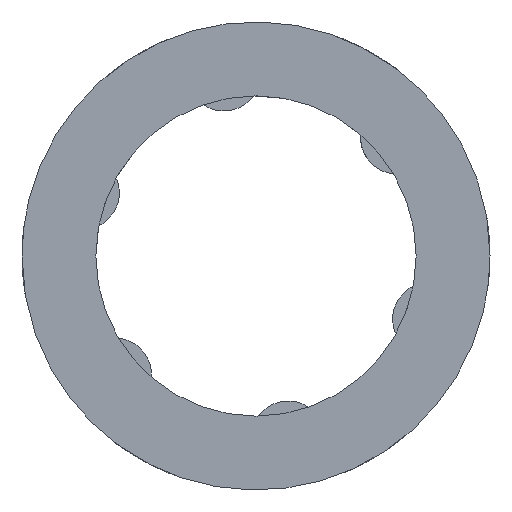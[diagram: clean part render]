
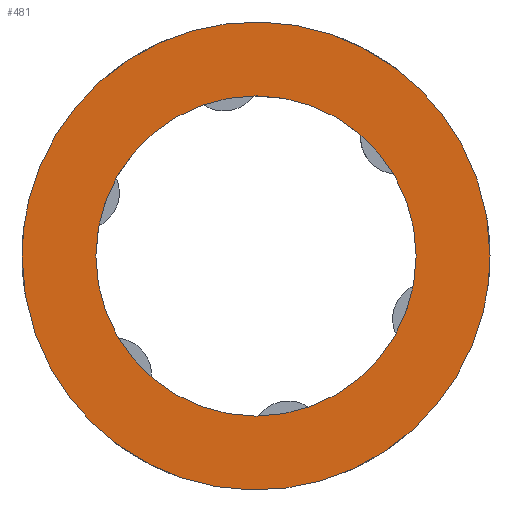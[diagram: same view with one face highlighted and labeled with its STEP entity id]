
A CAD part, front view. The second image highlights one B-rep face of the part: STEP entity #481.
In plain terms, the highlighted planar face has unit normal (0, -1, 0).
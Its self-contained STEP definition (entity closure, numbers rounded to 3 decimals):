
#98=AXIS2_PLACEMENT_3D('Circle Axis2P3D',#96,#97,$) ;
#225=AXIS2_PLACEMENT_3D('Circle Axis2P3D',#223,#224,$) ;
#415=AXIS2_PLACEMENT_3D('Plane Axis2P3D',#412,#413,#414) ;
#79=CARTESIAN_POINT('Vertex',(-6.5,-14.,0.)) ;
#93=CARTESIAN_POINT('Vertex',(6.5,-14.,0.)) ;
#96=CARTESIAN_POINT('Axis2P3D Location',(0.,-14.,0.)) ;
#223=CARTESIAN_POINT('Axis2P3D Location',(0.,-14.,0.)) ;
#412=CARTESIAN_POINT('Axis2P3D Location',(-8.,-14.,0.)) ;
#418=CARTESIAN_POINT('Control Point',(-9.5,-14.,0.)) ;
#419=CARTESIAN_POINT('Control Point',(-9.5,-14.,-0.906)) ;
#420=CARTESIAN_POINT('Control Point',(-9.392,-14.,-1.812)) ;
#421=CARTESIAN_POINT('Control Point',(-9.176,-14.,-2.701)) ;
#422=CARTESIAN_POINT('Control Point',(-8.536,-14.,-4.41)) ;
#423=CARTESIAN_POINT('Control Point',(-7.513,-14.,-5.92)) ;
#424=CARTESIAN_POINT('Control Point',(-6.913,-14.,-6.611)) ;
#425=CARTESIAN_POINT('Control Point',(-5.56,-14.,-7.836)) ;
#426=CARTESIAN_POINT('Control Point',(-3.957,-14.,-8.708)) ;
#427=CARTESIAN_POINT('Control Point',(-3.108,-14.,-9.046)) ;
#428=CARTESIAN_POINT('Control Point',(-1.344,-14.,-9.514)) ;
#429=CARTESIAN_POINT('Control Point',(0.481,-14.,-9.553)) ;
#430=CARTESIAN_POINT('Control Point',(1.391,-14.,-9.463)) ;
#431=CARTESIAN_POINT('Control Point',(3.173,-14.,-9.069)) ;
#432=CARTESIAN_POINT('Control Point',(4.812,-14.,-8.267)) ;
#433=CARTESIAN_POINT('Control Point',(5.579,-14.,-7.769)) ;
#434=CARTESIAN_POINT('Control Point',(6.981,-14.,-6.601)) ;
#435=CARTESIAN_POINT('Control Point',(8.069,-14.,-5.136)) ;
#436=CARTESIAN_POINT('Control Point',(8.523,-14.,-4.342)) ;
#437=CARTESIAN_POINT('Control Point',(9.086,-14.,-3.007)) ;
#438=CARTESIAN_POINT('Control Point',(9.388,-14.,-1.596)) ;
#439=CARTESIAN_POINT('Control Point',(9.463,-14.,-1.066)) ;
#440=CARTESIAN_POINT('Control Point',(9.5,-14.,-0.533)) ;
#441=CARTESIAN_POINT('Control Point',(9.5,-14.,0.)) ;
#442=CARTESIAN_POINT('Vertex',(-9.5,-14.,0.)) ;
#444=CARTESIAN_POINT('Vertex',(9.5,-14.,0.)) ;
#448=CARTESIAN_POINT('Control Point',(9.5,-14.,0.)) ;
#449=CARTESIAN_POINT('Control Point',(9.5,-14.,0.906)) ;
#450=CARTESIAN_POINT('Control Point',(9.392,-14.,1.812)) ;
#451=CARTESIAN_POINT('Control Point',(9.176,-14.,2.701)) ;
#452=CARTESIAN_POINT('Control Point',(8.536,-14.,4.41)) ;
#453=CARTESIAN_POINT('Control Point',(7.513,-14.,5.92)) ;
#454=CARTESIAN_POINT('Control Point',(6.913,-14.,6.611)) ;
#455=CARTESIAN_POINT('Control Point',(5.56,-14.,7.836)) ;
#456=CARTESIAN_POINT('Control Point',(3.957,-14.,8.708)) ;
#457=CARTESIAN_POINT('Control Point',(3.108,-14.,9.046)) ;
#458=CARTESIAN_POINT('Control Point',(1.344,-14.,9.514)) ;
#459=CARTESIAN_POINT('Control Point',(-0.481,-14.,9.553)) ;
#460=CARTESIAN_POINT('Control Point',(-1.391,-14.,9.463)) ;
#461=CARTESIAN_POINT('Control Point',(-3.173,-14.,9.069)) ;
#462=CARTESIAN_POINT('Control Point',(-4.812,-14.,8.267)) ;
#463=CARTESIAN_POINT('Control Point',(-5.579,-14.,7.769)) ;
#464=CARTESIAN_POINT('Control Point',(-6.981,-14.,6.601)) ;
#465=CARTESIAN_POINT('Control Point',(-8.069,-14.,5.136)) ;
#466=CARTESIAN_POINT('Control Point',(-8.523,-14.,4.342)) ;
#467=CARTESIAN_POINT('Control Point',(-9.086,-14.,3.007)) ;
#468=CARTESIAN_POINT('Control Point',(-9.388,-14.,1.596)) ;
#469=CARTESIAN_POINT('Control Point',(-9.463,-14.,1.066)) ;
#470=CARTESIAN_POINT('Control Point',(-9.5,-14.,0.533)) ;
#471=CARTESIAN_POINT('Control Point',(-9.5,-14.,0.)) ;
#97=DIRECTION('Axis2P3D Direction',(0.,-1.,0.)) ;
#224=DIRECTION('Axis2P3D Direction',(0.,-1.,0.)) ;
#413=DIRECTION('Axis2P3D Direction',(0.,-1.,0.)) ;
#414=DIRECTION('Axis2P3D XDirection',(1.,0.,0.)) ;
#474=ORIENTED_EDGE('',*,*,#446,.T.) ;
#475=ORIENTED_EDGE('',*,*,#472,.T.) ;
#478=ORIENTED_EDGE('',*,*,#227,.F.) ;
#479=ORIENTED_EDGE('',*,*,#100,.F.) ;
#480=FACE_BOUND('',#477,.T.) ;
#481=ADVANCED_FACE('',(#476,#480),#416,.T.) ;
#417=B_SPLINE_CURVE_WITH_KNOTS('',5,(#418,#419,#420,#421,#422,#423,#424,#425,#426,#427,#428,#429,#430,#431,#432,#433,#434,#435,#436,#437,#438,#439,#440,#441),.UNSPECIFIED.,.F.,.U.,(6,3,3,3,3,3,3,6),(0.,6.406,12.812,19.219,25.625,32.031,38.437,42.207),.UNSPECIFIED.) ;
#447=B_SPLINE_CURVE_WITH_KNOTS('',5,(#448,#449,#450,#451,#452,#453,#454,#455,#456,#457,#458,#459,#460,#461,#462,#463,#464,#465,#466,#467,#468,#469,#470,#471),.UNSPECIFIED.,.F.,.U.,(6,3,3,3,3,3,3,6),(0.,6.406,12.812,19.219,25.625,32.031,38.437,42.207),.UNSPECIFIED.) ;
#99=CIRCLE('generated circle',#98,6.5) ;
#226=CIRCLE('generated circle',#225,6.5) ;
#100=EDGE_CURVE('',#94,#80,#99,.T.) ;
#227=EDGE_CURVE('',#80,#94,#226,.T.) ;
#446=EDGE_CURVE('',#443,#445,#417,.T.) ;
#472=EDGE_CURVE('',#445,#443,#447,.T.) ;
#473=EDGE_LOOP('',(#474,#475)) ;
#477=EDGE_LOOP('',(#478,#479)) ;
#476=FACE_OUTER_BOUND('',#473,.T.) ;
#416=PLANE('Plane',#415) ;
#80=VERTEX_POINT('',#79) ;
#94=VERTEX_POINT('',#93) ;
#443=VERTEX_POINT('',#442) ;
#445=VERTEX_POINT('',#444) ;
